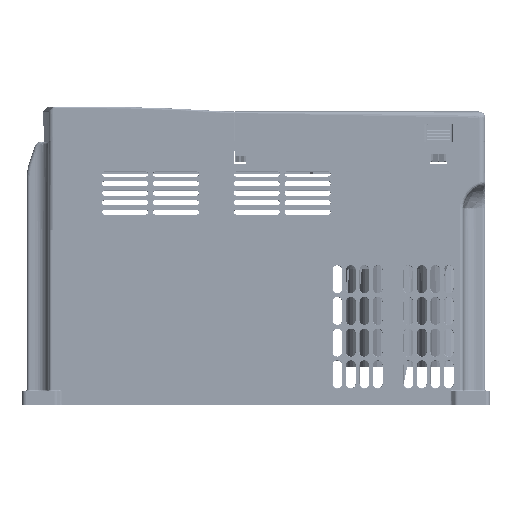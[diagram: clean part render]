
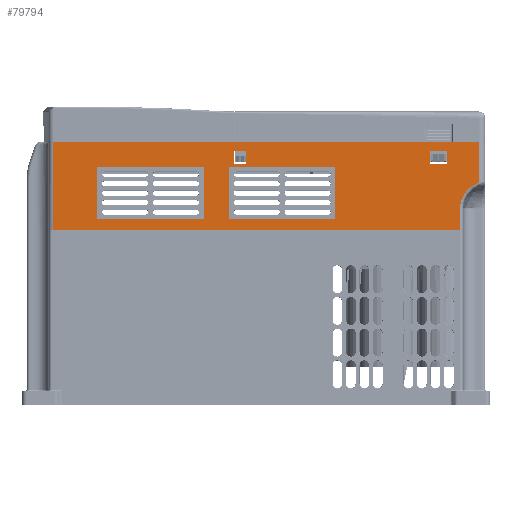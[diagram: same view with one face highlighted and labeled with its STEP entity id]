
A CAD part, left-side view. The second image highlights one B-rep face of the part: STEP entity #79794.
In plain terms, the highlighted planar face has unit normal (-1, 0, 0).
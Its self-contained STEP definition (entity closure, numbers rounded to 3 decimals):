
#33758=DIRECTION('',(0.,1.,0.));
#33759=VECTOR('',#33758,256.241);
#33760=CARTESIAN_POINT('',(-85.,-128.5,17.4));
#33761=LINE('',#33760,#33759);
#33765=CARTESIAN_POINT('',(-85.,-140.5,
47.087));
#33766=CARTESIAN_POINT('',(-85.,-140.388,
47.049));
#33767=CARTESIAN_POINT('',(-85.,-140.164,
46.971));
#33768=CARTESIAN_POINT('',(-85.,-139.831,
46.846));
#33769=CARTESIAN_POINT('',(-85.,-139.611,
46.757));
#33770=CARTESIAN_POINT('',(-85.,-139.502,
46.711));
#33775=CARTESIAN_POINT('',(-85.,-139.502,
46.711));
#33776=CARTESIAN_POINT('',(-85.,-139.453,
46.69));
#33777=CARTESIAN_POINT('',(-85.,-139.404,
46.669));
#33778=CARTESIAN_POINT('',(-85.,-139.355,
46.649));
#33783=CARTESIAN_POINT('',(-85.,-139.355,
46.649));
#33784=CARTESIAN_POINT('',(-85.,-138.739,
46.388));
#33785=CARTESIAN_POINT('',(-85.,-137.551,
45.804));
#33786=CARTESIAN_POINT('',(-85.,-135.891,
44.748));
#33787=CARTESIAN_POINT('',(-85.,-134.371,
43.528));
#33788=CARTESIAN_POINT('',(-85.,-133.006,
42.153));
#33789=CARTESIAN_POINT('',(-85.,-131.796,
40.626));
#33790=CARTESIAN_POINT('',(-85.,-130.735,
38.933));
#33791=CARTESIAN_POINT('',(-85.,-129.852,
37.101));
#33792=CARTESIAN_POINT('',(-85.,-129.172,
35.172));
#33793=CARTESIAN_POINT('',(-85.,-128.709,
33.183));
#33794=CARTESIAN_POINT('',(-85.,-128.551,
31.858));
#33795=CARTESIAN_POINT('',(-85.,-128.508,
31.193));
#33800=CARTESIAN_POINT('',(-85.,-128.508,
31.193));
#33801=CARTESIAN_POINT('',(-85.,-128.506,
31.165));
#33802=CARTESIAN_POINT('',(-85.,-128.503,
31.108));
#33803=CARTESIAN_POINT('',(-85.,-128.501,
31.023));
#33804=CARTESIAN_POINT('',(-85.,-128.5,
30.967));
#33805=CARTESIAN_POINT('',(-85.,-128.5,
30.938));
#33810=DIRECTION('',(0.,0.,1.));
#33811=VECTOR('',#33810,33.);
#33812=CARTESIAN_POINT('',(-85.,33.,24.));
#33813=LINE('',#33812,#33811);
#33817=DIRECTION('',(0.,0.,-1.));
#33818=VECTOR('',#33817,33.);
#33819=CARTESIAN_POINT('',(-85.,17.,57.));
#33820=LINE('',#33819,#33818);
#34132=DIRECTION('',(0.,0.,1.));
#34133=VECTOR('',#34132,13.538);
#34134=CARTESIAN_POINT('',(-85.,-128.5,17.4));
#34135=LINE('',#34134,#34133);
#34210=DIRECTION('',(0.,0.,1.));
#34211=VECTOR('',#34210,25.913);
#34212=CARTESIAN_POINT('',(-85.,-140.5,
47.087));
#34213=LINE('',#34212,#34211);
#34286=DIRECTION('',(0.,1.,0.));
#34287=VECTOR('',#34286,268.241);
#34288=CARTESIAN_POINT('',(-85.,-140.5,73.));
#34289=LINE('',#34288,#34287);
#41366=DIRECTION('',(0.,-1.,0.));
#41367=VECTOR('',#41366,67.);
#41368=CARTESIAN_POINT('',(-85.,17.,57.));
#41369=LINE('',#41368,#41367);
#41373=DIRECTION('',(0.,0.,-1.));
#41374=VECTOR('',#41373,33.);
#41375=CARTESIAN_POINT('',(-85.,-50.,57.));
#41376=LINE('',#41375,#41374);
#41387=DIRECTION('',(0.,1.,0.));
#41388=VECTOR('',#41387,67.);
#41389=CARTESIAN_POINT('',(-85.,-50.,24.));
#41390=LINE('',#41389,#41388);
#42832=DIRECTION('',(0.,1.,0.));
#42833=VECTOR('',#42832,8.);
#42834=CARTESIAN_POINT('',(-85.,6.,58.9));
#42835=LINE('',#42834,#42833);
#42846=DIRECTION('',(0.,0.,-1.));
#42847=VECTOR('',#42846,8.);
#42848=CARTESIAN_POINT('',(-85.,6.,66.9));
#42849=LINE('',#42848,#42847);
#42860=DIRECTION('',(0.,-1.,0.));
#42861=VECTOR('',#42860,8.);
#42862=CARTESIAN_POINT('',(-85.,14.,66.9));
#42863=LINE('',#42862,#42861);
#42874=DIRECTION('',(0.,0.,1.));
#42875=VECTOR('',#42874,8.);
#42876=CARTESIAN_POINT('',(-85.,14.,58.9));
#42877=LINE('',#42876,#42875);
#47792=DIRECTION('',(0.,0.,-1.));
#47793=VECTOR('',#47792,55.6);
#47794=CARTESIAN_POINT('',(-85.,127.741,73.));
#47795=LINE('',#47794,#47793);
#54559=DIRECTION('',(0.,0.,1.));
#54560=VECTOR('',#54559,8.);
#54561=CARTESIAN_POINT('',(-85.,-109.5,58.9));
#54562=LINE('',#54561,#54560);
#54594=DIRECTION('',(0.,1.,0.));
#54595=VECTOR('',#54594,11.);
#54596=CARTESIAN_POINT('',(-85.,-120.5,58.9));
#54597=LINE('',#54596,#54595);
#54608=DIRECTION('',(0.,0.,-1.));
#54609=VECTOR('',#54608,8.);
#54610=CARTESIAN_POINT('',(-85.,-120.5,66.9));
#54611=LINE('',#54610,#54609);
#54622=DIRECTION('',(0.,-1.,0.));
#54623=VECTOR('',#54622,11.);
#54624=CARTESIAN_POINT('',(-85.,-109.5,66.9));
#54625=LINE('',#54624,#54623);
#61260=DIRECTION('',(0.,1.,0.));
#61261=VECTOR('',#61260,67.);
#61262=CARTESIAN_POINT('',(-85.,33.,24.));
#61263=LINE('',#61262,#61261);
#61267=DIRECTION('',(0.,0.,1.));
#61268=VECTOR('',#61267,33.);
#61269=CARTESIAN_POINT('',(-85.,100.,24.));
#61270=LINE('',#61269,#61268);
#61281=DIRECTION('',(0.,-1.,0.));
#61282=VECTOR('',#61281,67.);
#61283=CARTESIAN_POINT('',(-85.,100.,57.));
#61284=LINE('',#61283,#61282);
#72878=CARTESIAN_POINT('',(-85.,-128.5,17.4));
#72879=CARTESIAN_POINT('',(-85.,127.741,17.4));
#72880=VERTEX_POINT('',#72878);
#72881=VERTEX_POINT('',#72879);
#72882=CARTESIAN_POINT('',(-85.,127.741,73.));
#72883=VERTEX_POINT('',#72882);
#72884=CARTESIAN_POINT('',(-85.,-140.5,73.));
#72885=VERTEX_POINT('',#72884);
#72886=CARTESIAN_POINT('',(-85.,-140.5,
47.087));
#72887=VERTEX_POINT('',#72886);
#72888=VERTEX_POINT('',#33770);
#72889=VERTEX_POINT('',#33778);
#72890=VERTEX_POINT('',#33795);
#72891=VERTEX_POINT('',#33805);
#72892=CARTESIAN_POINT('',(-85.,33.,24.));
#72893=CARTESIAN_POINT('',(-85.,100.,24.));
#72894=VERTEX_POINT('',#72892);
#72895=VERTEX_POINT('',#72893);
#72896=CARTESIAN_POINT('',(-85.,33.,57.));
#72897=VERTEX_POINT('',#72896);
#72898=CARTESIAN_POINT('',(-85.,100.,57.));
#72899=VERTEX_POINT('',#72898);
#72900=CARTESIAN_POINT('',(-85.,14.,58.9));
#72901=CARTESIAN_POINT('',(-85.,14.,66.9));
#72902=VERTEX_POINT('',#72900);
#72903=VERTEX_POINT('',#72901);
#72904=CARTESIAN_POINT('',(-85.,6.,58.9));
#72905=VERTEX_POINT('',#72904);
#72906=CARTESIAN_POINT('',(-85.,6.,66.9));
#72907=VERTEX_POINT('',#72906);
#72908=CARTESIAN_POINT('',(-85.,-109.5,58.9));
#72909=CARTESIAN_POINT('',(-85.,-109.5,66.9));
#72910=VERTEX_POINT('',#72908);
#72911=VERTEX_POINT('',#72909);
#72912=CARTESIAN_POINT('',(-85.,-120.5,58.9));
#72913=VERTEX_POINT('',#72912);
#72914=CARTESIAN_POINT('',(-85.,-120.5,66.9));
#72915=VERTEX_POINT('',#72914);
#72916=CARTESIAN_POINT('',(-85.,17.,57.));
#72917=CARTESIAN_POINT('',(-85.,-50.,57.));
#72918=VERTEX_POINT('',#72916);
#72919=VERTEX_POINT('',#72917);
#72920=CARTESIAN_POINT('',(-85.,17.,24.));
#72921=VERTEX_POINT('',#72920);
#72922=CARTESIAN_POINT('',(-85.,-50.,24.));
#72923=VERTEX_POINT('',#72922);
#79729=CARTESIAN_POINT('',(-85.,144.5,-92.));
#79730=DIRECTION('',(-1.,0.,0.));
#79731=DIRECTION('',(0.,-1.,0.));
#79732=AXIS2_PLACEMENT_3D('',#79729,#79730,#79731);
#79733=PLANE('',#79732);
#79735=ORIENTED_EDGE('',*,*,#79734,.T.);
#79737=ORIENTED_EDGE('',*,*,#79736,.F.);
#79739=ORIENTED_EDGE('',*,*,#79738,.F.);
#79741=ORIENTED_EDGE('',*,*,#79740,.F.);
#79743=ORIENTED_EDGE('',*,*,#79742,.T.);
#79745=ORIENTED_EDGE('',*,*,#79744,.T.);
#79747=ORIENTED_EDGE('',*,*,#79746,.T.);
#79749=ORIENTED_EDGE('',*,*,#79748,.T.);
#79751=ORIENTED_EDGE('',*,*,#79750,.F.);
#79752=EDGE_LOOP('',(#79735,#79737,#79739,#79741,#79743,#79745,#79747,#79749,
#79751));
#79753=FACE_OUTER_BOUND('',#79752,.F.);
#79755=ORIENTED_EDGE('',*,*,#79754,.F.);
#79757=ORIENTED_EDGE('',*,*,#79756,.T.);
#79759=ORIENTED_EDGE('',*,*,#79758,.F.);
#79761=ORIENTED_EDGE('',*,*,#79760,.F.);
#79762=EDGE_LOOP('',(#79755,#79757,#79759,#79761));
#79763=FACE_BOUND('',#79762,.F.);
#79765=ORIENTED_EDGE('',*,*,#79764,.F.);
#79767=ORIENTED_EDGE('',*,*,#79766,.F.);
#79769=ORIENTED_EDGE('',*,*,#79768,.F.);
#79771=ORIENTED_EDGE('',*,*,#79770,.F.);
#79772=EDGE_LOOP('',(#79765,#79767,#79769,#79771));
#79773=FACE_BOUND('',#79772,.F.);
#79775=ORIENTED_EDGE('',*,*,#79774,.F.);
#79777=ORIENTED_EDGE('',*,*,#79776,.F.);
#79779=ORIENTED_EDGE('',*,*,#79778,.F.);
#79781=ORIENTED_EDGE('',*,*,#79780,.F.);
#79782=EDGE_LOOP('',(#79775,#79777,#79779,#79781));
#79783=FACE_BOUND('',#79782,.F.);
#79785=ORIENTED_EDGE('',*,*,#79784,.F.);
#79787=ORIENTED_EDGE('',*,*,#79786,.T.);
#79789=ORIENTED_EDGE('',*,*,#79788,.F.);
#79791=ORIENTED_EDGE('',*,*,#79790,.F.);
#79792=EDGE_LOOP('',(#79785,#79787,#79789,#79791));
#79793=FACE_BOUND('',#79792,.F.);
#33771=B_SPLINE_CURVE_WITH_KNOTS('',3,(#33765,#33766,#33767,#33768,#33769,
#33770),.UNSPECIFIED.,.F.,.F.,(4,1,1,4),(0.,0.333,
0.667,1.),.UNSPECIFIED.);
#33779=B_SPLINE_CURVE_WITH_KNOTS('',3,(#33775,#33776,#33777,#33778),
.UNSPECIFIED.,.F.,.F.,(4,4),(0.,1.),.UNSPECIFIED.);
#33796=B_SPLINE_CURVE_WITH_KNOTS('',3,(#33783,#33784,#33785,#33786,#33787,
#33788,#33789,#33790,#33791,#33792,#33793,#33794,#33795),.UNSPECIFIED.,.F.,.F.,(
4,1,1,1,1,1,1,1,1,1,4),(0.,0.1,0.2,0.3,0.4,0.5,0.6,0.7,0.8,
0.9,1.),.UNSPECIFIED.);
#33806=B_SPLINE_CURVE_WITH_KNOTS('',3,(#33800,#33801,#33802,#33803,#33804,
#33805),.UNSPECIFIED.,.F.,.F.,(4,1,1,4),(0.,0.333,
0.667,1.),.UNSPECIFIED.);
#79734=EDGE_CURVE('',#72880,#72881,#33761,.T.);
#79736=EDGE_CURVE('',#72883,#72881,#47795,.T.);
#79738=EDGE_CURVE('',#72885,#72883,#34289,.T.);
#79740=EDGE_CURVE('',#72887,#72885,#34213,.T.);
#79742=EDGE_CURVE('',#72887,#72888,#33771,.T.);
#79744=EDGE_CURVE('',#72888,#72889,#33779,.T.);
#79746=EDGE_CURVE('',#72889,#72890,#33796,.T.);
#79748=EDGE_CURVE('',#72890,#72891,#33806,.T.);
#79750=EDGE_CURVE('',#72880,#72891,#34135,.T.);
#79754=EDGE_CURVE('',#72894,#72895,#61263,.T.);
#79756=EDGE_CURVE('',#72894,#72897,#33813,.T.);
#79758=EDGE_CURVE('',#72899,#72897,#61284,.T.);
#79760=EDGE_CURVE('',#72895,#72899,#61270,.T.);
#79764=EDGE_CURVE('',#72902,#72903,#42877,.T.);
#79766=EDGE_CURVE('',#72905,#72902,#42835,.T.);
#79768=EDGE_CURVE('',#72907,#72905,#42849,.T.);
#79770=EDGE_CURVE('',#72903,#72907,#42863,.T.);
#79774=EDGE_CURVE('',#72910,#72911,#54562,.T.);
#79776=EDGE_CURVE('',#72913,#72910,#54597,.T.);
#79778=EDGE_CURVE('',#72915,#72913,#54611,.T.);
#79780=EDGE_CURVE('',#72911,#72915,#54625,.T.);
#79784=EDGE_CURVE('',#72918,#72919,#41369,.T.);
#79786=EDGE_CURVE('',#72918,#72921,#33820,.T.);
#79788=EDGE_CURVE('',#72923,#72921,#41390,.T.);
#79790=EDGE_CURVE('',#72919,#72923,#41376,.T.);
#79794=ADVANCED_FACE('',(#79753,#79763,#79773,#79783,#79793),#79733,.T.);
